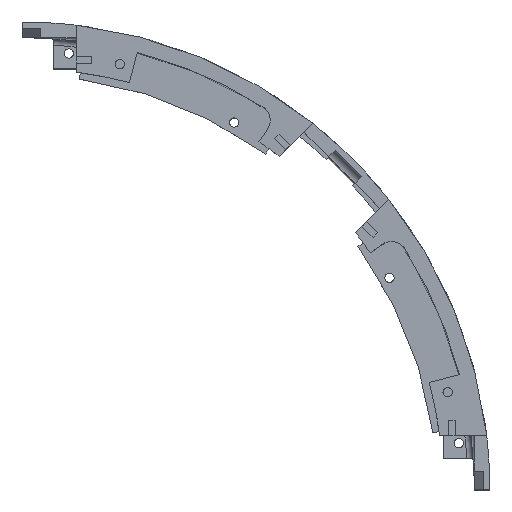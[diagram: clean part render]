
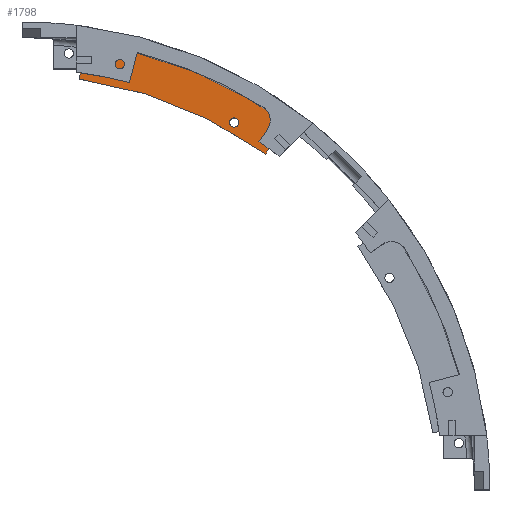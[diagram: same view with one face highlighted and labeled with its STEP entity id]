
A CAD part, top view. The second image highlights one B-rep face of the part: STEP entity #1798.
In plain terms, the highlighted planar face has unit normal (0, 0, 1).
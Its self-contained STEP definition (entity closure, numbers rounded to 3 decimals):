
#4 = CARTESIAN_POINT ( 'NONE',  ( 85.082, 117.414, 22. ) ) ;
#16 = AXIS2_PLACEMENT_3D ( 'NONE', #2091, #3946, #1095 ) ;
#26 = ORIENTED_EDGE ( 'NONE', *, *, #771, .T. ) ;
#37 = DIRECTION ( 'NONE',  ( 0., 0., -1. ) ) ;
#90 = EDGE_CURVE ( 'NONE', #3347, #3108, #276, .T. ) ;
#175 = CARTESIAN_POINT ( 'NONE',  ( 14.858, 144.237, 22. ) ) ;
#176 = DIRECTION ( 'NONE',  ( 0., 0., 1. ) ) ;
#239 = ORIENTED_EDGE ( 'NONE', *, *, #3168, .T. ) ;
#267 = FACE_OUTER_BOUND ( 'NONE', #2004, .T. ) ;
#276 = CIRCLE ( 'NONE', #1564, 1.5 ) ;
#354 = DIRECTION ( 'NONE',  ( 0.138, 0.99, 0. ) ) ;
#365 = VECTOR ( 'NONE', #2538, 1000. ) ;
#456 = CARTESIAN_POINT ( 'NONE',  ( 19.298, 138.573, 22. ) ) ;
#486 = CIRCLE ( 'NONE', #16, 1.5 ) ;
#640 = DIRECTION ( 'NONE',  ( 0., 0., 1. ) ) ;
#695 = AXIS2_PLACEMENT_3D ( 'NONE', #924, #1893, #3157 ) ;
#697 = CARTESIAN_POINT ( 'NONE',  ( 69.5, 117.779, 22. ) ) ;
#757 = DIRECTION ( 'NONE',  ( -1., 0., 0. ) ) ;
#771 = EDGE_CURVE ( 'NONE', #1948, #1684, #1084, .T. ) ;
#781 = ORIENTED_EDGE ( 'NONE', *, *, #2851, .F. ) ;
#787 = ORIENTED_EDGE ( 'NONE', *, *, #90, .F. ) ;
#893 = VECTOR ( 'NONE', #354, 1000. ) ;
#901 = CIRCLE ( 'NONE', #1767, 5. ) ;
#924 = CARTESIAN_POINT ( 'NONE',  ( 0., 0., 22. ) ) ;
#1005 = CARTESIAN_POINT ( 'NONE',  ( 14.346, 139.263, 22. ) ) ;
#1026 = CIRCLE ( 'NONE', #2766, 133. ) ;
#1071 = EDGE_CURVE ( 'NONE', #2025, #1684, #2235, .T. ) ;
#1084 = CIRCLE ( 'NONE', #1426, 5. ) ;
#1095 = DIRECTION ( 'NONE',  ( 1., 0., 0. ) ) ;
#1258 = ORIENTED_EDGE ( 'NONE', *, *, #2222, .F. ) ;
#1273 = DIRECTION ( 'NONE',  ( 0., 0., -1. ) ) ;
#1426 = AXIS2_PLACEMENT_3D ( 'NONE', #1005, #1273, #3565 ) ;
#1449 = CARTESIAN_POINT ( 'NONE',  ( 78.04, 107.697, 22. ) ) ;
#1471 = DIRECTION ( 'NONE',  ( 1., 0., 0. ) ) ;
#1481 = CARTESIAN_POINT ( 'NONE',  ( 89.221, 114.301, 22. ) ) ;
#1539 = FACE_BOUND ( 'NONE', #1619, .T. ) ;
#1564 = AXIS2_PLACEMENT_3D ( 'NONE', #3023, #176, #1471 ) ;
#1619 = EDGE_LOOP ( 'NONE', ( #781, #787 ) ) ;
#1684 = VERTEX_POINT ( 'NONE', #456 ) ;
#1767 = AXIS2_PLACEMENT_3D ( 'NONE', #2874, #37, #4166 ) ;
#1798 = ADVANCED_FACE ( 'NONE', ( #1539, #267 ), #2825, .F. ) ;
#1893 = DIRECTION ( 'NONE',  ( 0., 0., -1. ) ) ;
#1948 = VERTEX_POINT ( 'NONE', #175 ) ;
#2004 = EDGE_LOOP ( 'NONE', ( #2340, #26, #2679, #3259, #1258, #239 ) ) ;
#2025 = VERTEX_POINT ( 'NONE', #3619 ) ;
#2029 = VERTEX_POINT ( 'NONE', #1449 ) ;
#2091 = CARTESIAN_POINT ( 'NONE',  ( 68., 117.779, 22. ) ) ;
#2222 = EDGE_CURVE ( 'NONE', #3414, #2029, #2924, .T. ) ;
#2235 = LINE ( 'NONE', #2525, #893 ) ;
#2340 = ORIENTED_EDGE ( 'NONE', *, *, #2790, .F. ) ;
#2505 = CARTESIAN_POINT ( 'NONE',  ( 66.5, 117.779, 22. ) ) ;
#2509 = CIRCLE ( 'NONE', #2956, 145. ) ;
#2525 = CARTESIAN_POINT ( 'NONE',  ( 20., 143.614, 22. ) ) ;
#2538 = DIRECTION ( 'NONE',  ( -0.587, -0.81, 0. ) ) ;
#2679 = ORIENTED_EDGE ( 'NONE', *, *, #1071, .F. ) ;
#2763 = CARTESIAN_POINT ( 'NONE',  ( 82.095, 113.293, 22. ) ) ;
#2766 = AXIS2_PLACEMENT_3D ( 'NONE', #4144, #640, #3185 ) ;
#2790 = EDGE_CURVE ( 'NONE', #1948, #3012, #2509, .T. ) ;
#2825 = PLANE ( 'NONE',  #695 ) ;
#2851 = EDGE_CURVE ( 'NONE', #3108, #3347, #486, .T. ) ;
#2874 = CARTESIAN_POINT ( 'NONE',  ( 86.144, 110.359, 22. ) ) ;
#2924 = LINE ( 'NONE', #4, #365 ) ;
#2953 = CARTESIAN_POINT ( 'NONE',  ( 0., 0., 22. ) ) ;
#2956 = AXIS2_PLACEMENT_3D ( 'NONE', #2953, #3610, #757 ) ;
#3012 = VERTEX_POINT ( 'NONE', #1481 ) ;
#3023 = CARTESIAN_POINT ( 'NONE',  ( 68., 117.779, 22. ) ) ;
#3108 = VERTEX_POINT ( 'NONE', #697 ) ;
#3157 = DIRECTION ( 'NONE',  ( -1., 0., 0. ) ) ;
#3167 = EDGE_CURVE ( 'NONE', #2029, #2025, #1026, .T. ) ;
#3168 = EDGE_CURVE ( 'NONE', #3414, #3012, #901, .T. ) ;
#3185 = DIRECTION ( 'NONE',  ( -1., 0., 0. ) ) ;
#3259 = ORIENTED_EDGE ( 'NONE', *, *, #3167, .F. ) ;
#3347 = VERTEX_POINT ( 'NONE', #2505 ) ;
#3414 = VERTEX_POINT ( 'NONE', #2763 ) ;
#3565 = DIRECTION ( 'NONE',  ( -1., 0., 0. ) ) ;
#3610 = DIRECTION ( 'NONE',  ( 0., 0., -1. ) ) ;
#3619 = CARTESIAN_POINT ( 'NONE',  ( 18.345, 131.729, 22. ) ) ;
#3946 = DIRECTION ( 'NONE',  ( 0., 0., 1. ) ) ;
#4144 = CARTESIAN_POINT ( 'NONE',  ( 0., 0., 22. ) ) ;
#4166 = DIRECTION ( 'NONE',  ( -1., 0., 0. ) ) ;
